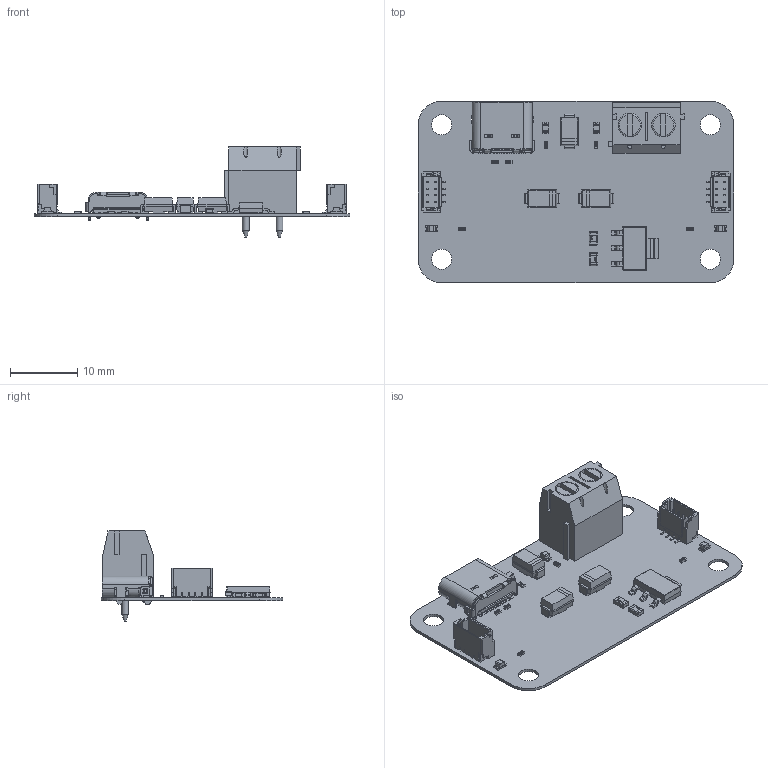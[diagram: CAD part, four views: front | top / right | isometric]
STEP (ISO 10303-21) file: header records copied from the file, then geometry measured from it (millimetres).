
FILE_DESCRIPTION(('Open CASCADE Model'),'2;1');
FILE_NAME('Open CASCADE Shape Model','2025-05-20T06:51:32',('Author'),( 'Open CASCADE'),'Open CASCADE STEP processor 7.5','Open CASCADE 7.5' ,'Unknown');
FILE_SCHEMA(('AUTOMOTIVE_DESIGN { 1 0 10303 214 1 1 1 1 }'));
Length unit declared in the file: millimetre
Products named in the file (47): PCB; Board; Open CASCADE STEP translator 7.5 2.1.1; R4; User Library-R SMD 0402; User Library-R SMD 0402_0402 BODY; User Library-R SMD 0402_0402 PAD; User Library-R SMD 0402_0402 OPIS; R3; R2; R1; D7; 0603 LED Red; Pad; Pad005; Pad001; Pad004; Pad003; Lens; D6; D5; D1; D; DUELink-Connector-BM04B-SRSS-TB; U; DUELink-U-Connector-BM04B-SRSS-TB; R8; R7; IC1; SOT-223; D3; DO-214AC SMA; D4; J3; 691102710002; 691502710002; 6911027100xx_CAGE; 6911027100xx_PIN; 6911027100xx_VIS; X1 ...
Assembly tree (61 placements, depth 4):
  PCB
    Board
      Open CASCADE STEP translator 7.5 2.1.1
    R4
      User Library-R SMD 0402
        User Library-R SMD 0402_0402 BODY
        User Library-R SMD 0402_0402 PAD  x2
        User Library-R SMD 0402_0402 OPIS
    R3
      User Library-R SMD 0402
        User Library-R SMD 0402_0402 BODY
        User Library-R SMD 0402_0402 PAD  x2
        User Library-R SMD 0402_0402 OPIS
    R2
      User Library-R SMD 0402
        User Library-R SMD 0402_0402 BODY
        User Library-R SMD 0402_0402 PAD  x2
        User Library-R SMD 0402_0402 OPIS
    R1
      User Library-R SMD 0402
        User Library-R SMD 0402_0402 BODY
        User Library-R SMD 0402_0402 PAD  x2
        User Library-R SMD 0402_0402 OPIS
    D7
      0603 LED Red
        Pad
        Pad005
        Pad001
        Pad004
        Pad003
        Lens
    D6
      0603 LED Red
        Pad
        Pad005
        Pad001
        Pad004
        Pad003
        Lens
    D5
      0603 LED Red
        Pad
        Pad005
        Pad001
        Pad004
        Pad003
        Lens
    D1
      0603 LED Red
        Pad
        Pad005
        Pad001
        Pad004
        Pad003
        Lens
    D
      DUELink-Connector-BM04B-SRSS-TB
    U
      DUELink-U-Connector-BM04B-SRSS-TB
    R8
Bounding box: 47 x 27 x 13.4 mm (x, y, z)
Volume: 1407 mm3; surface area: 5407.5 mm2
Topology: 102 solids, 114 shells, 3978 faces, 12145 edges, 9818 vertices
Faces by surface type: plane 2865, cylinder 794, bspline 251, cone 38, sphere 24, torus 6
Full cylindrical faces by diameter (mm): 0.5 x2, 0.6 x2, 0.65 x2, 1 x2, 1.3 x2, 2 x2, 2.5 x2, 2.75 x2, 3 x6, 3.5 x4
Entity records: 132245 total; most frequent: CARTESIAN_POINT 26908, ORIENTED_EDGE 16944, DIRECTION 16838, EDGE_CURVE 8472, LINE 7926, VECTOR 7926, VERTEX_POINT 5512, AXIS2_PLACEMENT_3D 4456
